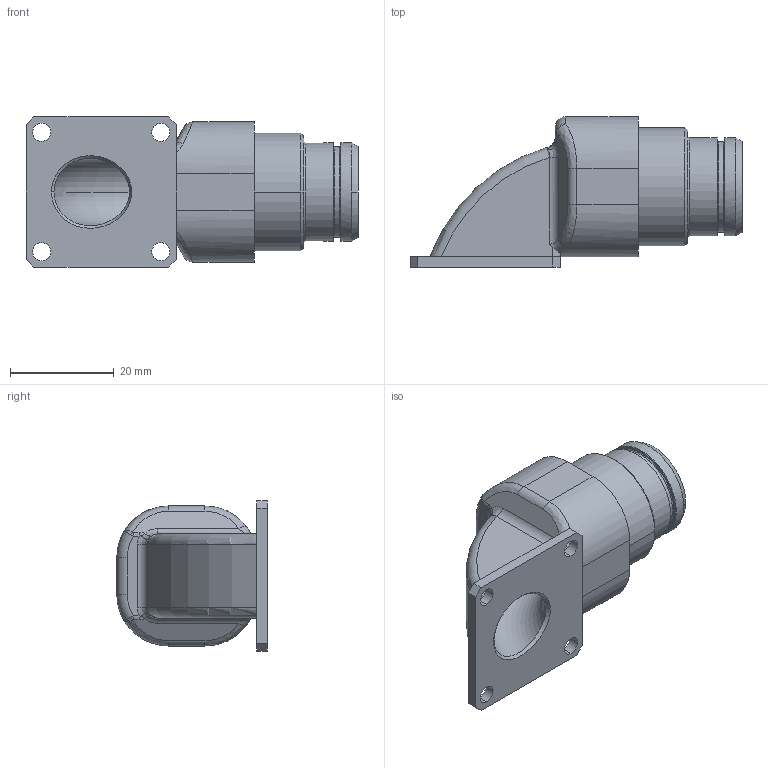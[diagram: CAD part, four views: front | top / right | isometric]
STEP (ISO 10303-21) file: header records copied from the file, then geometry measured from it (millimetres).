
FILE_DESCRIPTION((''),'2;1');
FILE_NAME('1332EC319MS','2024-07-30T15:57:15',('paultorloting'),('NET AG system integration'),'CREO PARAMETRIC BY PTC INC, 2021404','CREO PARAMETRIC BY PTC INC, 2021404','');
FILE_SCHEMA(('AUTOMOTIVE_DESIGN { 1 0 10303 214 1 1 1 1 }'));
Length unit declared in the file: millimetre
Products named in the file (1): 1332EC319MS
Bounding box: 64 x 29 x 29 mm (x, y, z)
Volume: 15302.8 mm3; surface area: 13425.1 mm2
Topology: 1 solids, 1 shells, 2445 faces, 6523 edges, 4193 vertices
Faces by surface type: plane 1256, cylinder 811, bspline 193, torus 93, cone 92
Entity records: 104178 total; most frequent: CARTESIAN_POINT 27655, ORIENTED_EDGE 13046, DIRECTION 11618, EDGE_CURVE 6523, VERTEX_POINT 4194, AXIS2_PLACEMENT_3D 4178, VECTOR 3259, LINE 3259
